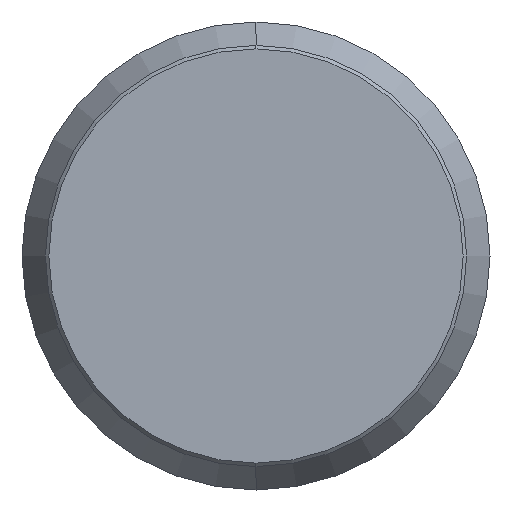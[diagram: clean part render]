
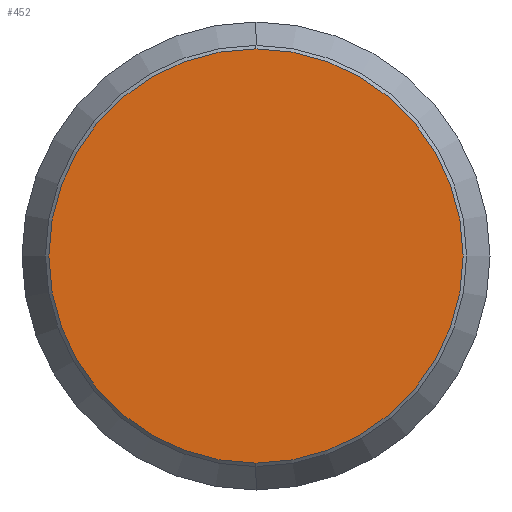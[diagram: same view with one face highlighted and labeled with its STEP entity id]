
A CAD part, left-side view. The second image highlights one B-rep face of the part: STEP entity #452.
In plain terms, the highlighted planar face has unit normal (-1, 0, 0).
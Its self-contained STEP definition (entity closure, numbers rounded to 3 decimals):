
#93 = CIRCLE ( 'NONE', #572, 17.7 ) ;
#115 = CARTESIAN_POINT ( 'NONE',  ( 0., 0., 17.7 ) ) ;
#187 = AXIS2_PLACEMENT_3D ( 'NONE', #495, #598, #439 ) ;
#198 = EDGE_LOOP ( 'NONE', ( #654, #490 ) ) ;
#242 = VERTEX_POINT ( 'NONE', #282 ) ;
#244 = DIRECTION ( 'NONE',  ( -1., 0., 0. ) ) ;
#282 = CARTESIAN_POINT ( 'NONE',  ( 0., 0., -17.7 ) ) ;
#294 = DIRECTION ( 'NONE',  ( 0., 0., -1. ) ) ;
#295 = FACE_OUTER_BOUND ( 'NONE', #198, .T. ) ;
#348 = DIRECTION ( 'NONE',  ( 0., 0., 1. ) ) ;
#387 = DIRECTION ( 'NONE',  ( 1., 0., 0. ) ) ;
#391 = CARTESIAN_POINT ( 'NONE',  ( 0., 0., 0. ) ) ;
#398 = EDGE_CURVE ( 'NONE', #620, #242, #93, .T. ) ;
#439 = DIRECTION ( 'NONE',  ( 0., 0., 1. ) ) ;
#452 = ADVANCED_FACE ( 'NONE', ( #295 ), #590, .F. ) ;
#454 = AXIS2_PLACEMENT_3D ( 'NONE', #391, #387, #294 ) ;
#490 = ORIENTED_EDGE ( 'NONE', *, *, #398, .T. ) ;
#495 = CARTESIAN_POINT ( 'NONE',  ( 0., 0., 0. ) ) ;
#527 = EDGE_CURVE ( 'NONE', #242, #620, #570, .T. ) ;
#529 = CARTESIAN_POINT ( 'NONE',  ( 0., 0., 0. ) ) ;
#570 = CIRCLE ( 'NONE', #187, 17.7 ) ;
#572 = AXIS2_PLACEMENT_3D ( 'NONE', #529, #244, #348 ) ;
#590 = PLANE ( 'NONE',  #454 ) ;
#598 = DIRECTION ( 'NONE',  ( -1., 0., 0. ) ) ;
#620 = VERTEX_POINT ( 'NONE', #115 ) ;
#654 = ORIENTED_EDGE ( 'NONE', *, *, #527, .T. ) ;
